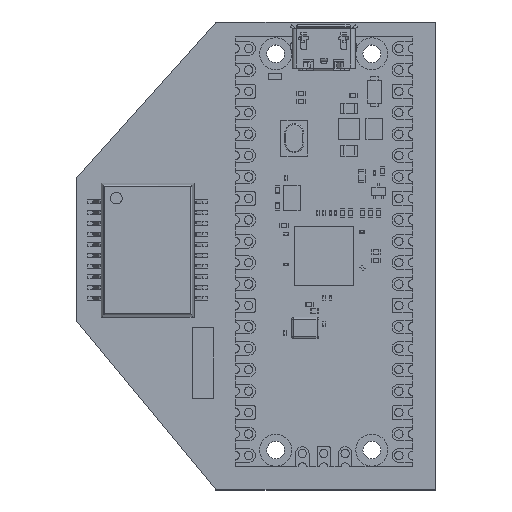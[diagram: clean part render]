
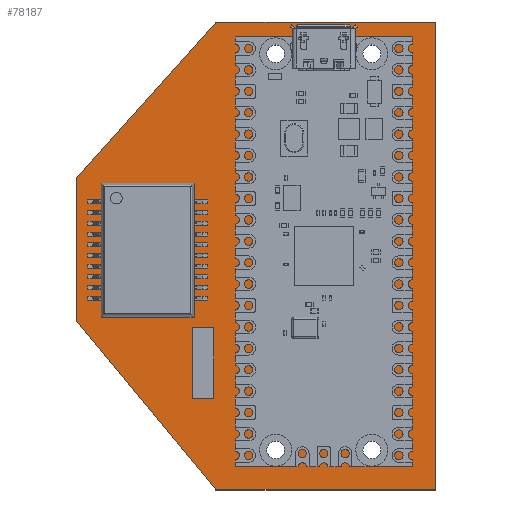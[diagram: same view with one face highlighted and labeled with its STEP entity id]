
A CAD part, top view. The second image highlights one B-rep face of the part: STEP entity #78187.
In plain terms, the highlighted planar face has unit normal (0, 0, 1).
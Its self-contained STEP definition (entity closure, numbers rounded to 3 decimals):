
#77993 = VERTEX_POINT('',#77994);
#77994 = CARTESIAN_POINT('',(159.,-113.5,1.6));
#78000 = EDGE_CURVE('',#77993,#78001,#78003,.T.);
#78001 = VERTEX_POINT('',#78002);
#78002 = CARTESIAN_POINT('',(133.,-113.5,1.6));
#78003 = LINE('',#78004,#78005);
#78004 = CARTESIAN_POINT('',(159.,-113.5,1.6));
#78005 = VECTOR('',#78006,1.);
#78006 = DIRECTION('',(-1.,0.,0.));
#78033 = VERTEX_POINT('',#78034);
#78034 = CARTESIAN_POINT('',(159.,-58.,1.6));
#78040 = EDGE_CURVE('',#78033,#77993,#78041,.T.);
#78041 = LINE('',#78042,#78043);
#78042 = CARTESIAN_POINT('',(159.,-58.,1.6));
#78043 = VECTOR('',#78044,1.);
#78044 = DIRECTION('',(0.,-1.,0.));
#78062 = EDGE_CURVE('',#78001,#78063,#78065,.T.);
#78063 = VERTEX_POINT('',#78064);
#78064 = CARTESIAN_POINT('',(116.5,-93.5,1.6));
#78065 = LINE('',#78066,#78067);
#78066 = CARTESIAN_POINT('',(133.,-113.5,1.6));
#78067 = VECTOR('',#78068,1.);
#78068 = DIRECTION('',(-0.636,0.771,0.));
#78187 = ADVANCED_FACE('',(#78188,#78215,#78226,#78237,#78248,#78259,
    #78270),#78281,.T.);
#78188 = FACE_BOUND('',#78189,.T.);
#78189 = EDGE_LOOP('',(#78190,#78191,#78192,#78200,#78208,#78214));
#78190 = ORIENTED_EDGE('',*,*,#78000,.F.);
#78191 = ORIENTED_EDGE('',*,*,#78040,.F.);
#78192 = ORIENTED_EDGE('',*,*,#78193,.F.);
#78193 = EDGE_CURVE('',#78194,#78033,#78196,.T.);
#78194 = VERTEX_POINT('',#78195);
#78195 = CARTESIAN_POINT('',(133.,-58.,1.6));
#78196 = LINE('',#78197,#78198);
#78197 = CARTESIAN_POINT('',(133.,-58.,1.6));
#78198 = VECTOR('',#78199,1.);
#78199 = DIRECTION('',(1.,0.,0.));
#78200 = ORIENTED_EDGE('',*,*,#78201,.F.);
#78201 = EDGE_CURVE('',#78202,#78194,#78204,.T.);
#78202 = VERTEX_POINT('',#78203);
#78203 = CARTESIAN_POINT('',(116.5,-76.5,1.6));
#78204 = LINE('',#78205,#78206);
#78205 = CARTESIAN_POINT('',(116.5,-76.5,1.6));
#78206 = VECTOR('',#78207,1.);
#78207 = DIRECTION('',(0.666,0.746,0.));
#78208 = ORIENTED_EDGE('',*,*,#78209,.F.);
#78209 = EDGE_CURVE('',#78063,#78202,#78210,.T.);
#78210 = LINE('',#78211,#78212);
#78211 = CARTESIAN_POINT('',(116.5,-93.5,1.6));
#78212 = VECTOR('',#78213,1.);
#78213 = DIRECTION('',(0.,1.,0.));
#78214 = ORIENTED_EDGE('',*,*,#78062,.F.);
#78215 = FACE_BOUND('',#78216,.T.);
#78216 = EDGE_LOOP('',(#78217));
#78217 = ORIENTED_EDGE('',*,*,#78218,.T.);
#78218 = EDGE_CURVE('',#78219,#78219,#78221,.T.);
#78219 = VERTEX_POINT('',#78220);
#78220 = CARTESIAN_POINT('',(131.5,-101.4,1.6));
#78221 = CIRCLE('',#78222,0.4);
#78222 = AXIS2_PLACEMENT_3D('',#78223,#78224,#78225);
#78223 = CARTESIAN_POINT('',(131.5,-101.,1.6));
#78224 = DIRECTION('',(-0.,0.,-1.));
#78225 = DIRECTION('',(-0.,-1.,0.));
#78226 = FACE_BOUND('',#78227,.T.);
#78227 = EDGE_LOOP('',(#78228));
#78228 = ORIENTED_EDGE('',*,*,#78229,.T.);
#78229 = EDGE_CURVE('',#78230,#78230,#78232,.T.);
#78230 = VERTEX_POINT('',#78231);
#78231 = CARTESIAN_POINT('',(140.085,-109.825,1.6));
#78232 = CIRCLE('',#78233,1.05);
#78233 = AXIS2_PLACEMENT_3D('',#78234,#78235,#78236);
#78234 = CARTESIAN_POINT('',(140.085,-108.775,1.6));
#78235 = DIRECTION('',(-0.,0.,-1.));
#78236 = DIRECTION('',(0.,-1.,-0.));
#78237 = FACE_BOUND('',#78238,.T.);
#78238 = EDGE_LOOP('',(#78239));
#78239 = ORIENTED_EDGE('',*,*,#78240,.T.);
#78240 = EDGE_CURVE('',#78241,#78241,#78243,.T.);
#78241 = VERTEX_POINT('',#78242);
#78242 = CARTESIAN_POINT('',(131.5,-96.32,1.6));
#78243 = CIRCLE('',#78244,0.4);
#78244 = AXIS2_PLACEMENT_3D('',#78245,#78246,#78247);
#78245 = CARTESIAN_POINT('',(131.5,-95.92,1.6));
#78246 = DIRECTION('',(-0.,0.,-1.));
#78247 = DIRECTION('',(-0.,-1.,0.));
#78248 = FACE_BOUND('',#78249,.T.);
#78249 = EDGE_LOOP('',(#78250));
#78250 = ORIENTED_EDGE('',*,*,#78251,.T.);
#78251 = EDGE_CURVE('',#78252,#78252,#78254,.T.);
#78252 = VERTEX_POINT('',#78253);
#78253 = CARTESIAN_POINT('',(151.485,-109.825,1.6));
#78254 = CIRCLE('',#78255,1.05);
#78255 = AXIS2_PLACEMENT_3D('',#78256,#78257,#78258);
#78256 = CARTESIAN_POINT('',(151.485,-108.775,1.6));
#78257 = DIRECTION('',(-0.,0.,-1.));
#78258 = DIRECTION('',(-0.,-1.,0.));
#78259 = FACE_BOUND('',#78260,.T.);
#78260 = EDGE_LOOP('',(#78261));
#78261 = ORIENTED_EDGE('',*,*,#78262,.T.);
#78262 = EDGE_CURVE('',#78263,#78263,#78265,.T.);
#78263 = VERTEX_POINT('',#78264);
#78264 = CARTESIAN_POINT('',(140.085,-62.825,1.6));
#78265 = CIRCLE('',#78266,1.05);
#78266 = AXIS2_PLACEMENT_3D('',#78267,#78268,#78269);
#78267 = CARTESIAN_POINT('',(140.085,-61.775,1.6));
#78268 = DIRECTION('',(-0.,0.,-1.));
#78269 = DIRECTION('',(0.,-1.,-0.));
#78270 = FACE_BOUND('',#78271,.T.);
#78271 = EDGE_LOOP('',(#78272));
#78272 = ORIENTED_EDGE('',*,*,#78273,.T.);
#78273 = EDGE_CURVE('',#78274,#78274,#78276,.T.);
#78274 = VERTEX_POINT('',#78275);
#78275 = CARTESIAN_POINT('',(151.485,-62.825,1.6));
#78276 = CIRCLE('',#78277,1.05);
#78277 = AXIS2_PLACEMENT_3D('',#78278,#78279,#78280);
#78278 = CARTESIAN_POINT('',(151.485,-61.775,1.6));
#78279 = DIRECTION('',(-0.,0.,-1.));
#78280 = DIRECTION('',(-0.,-1.,0.));
#78281 = PLANE('',#78282);
#78282 = AXIS2_PLACEMENT_3D('',#78283,#78284,#78285);
#78283 = CARTESIAN_POINT('',(0.,0.,1.6));
#78284 = DIRECTION('',(0.,0.,1.));
#78285 = DIRECTION('',(1.,0.,-0.));
